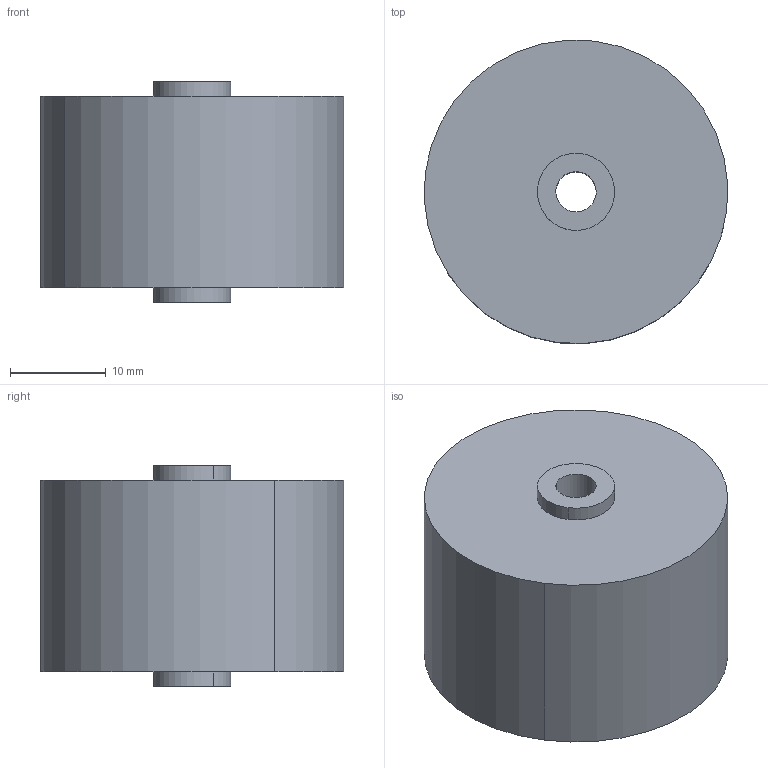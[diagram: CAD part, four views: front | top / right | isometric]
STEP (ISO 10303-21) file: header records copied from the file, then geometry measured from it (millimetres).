
FILE_DESCRIPTION(('STEP AP214'),'1');
FILE_NAME('cctmp_4DF26742-00EA-4B21-8BA8-88D0DFCB2771_2023_11_20_17_08_20_0897_6396..stp','2023-11-20T16:08:20',('Bosch Rexroth AG'),('CADClick - www.CADClick.com'),'Spatial InterOp 3D',' ','unknown authorization - (Healing Option Enabled)');
FILE_SCHEMA(('AUTOMOTIVE_DESIGN'));
Length unit declared in the file: millimetre
Products named in the file (1): 2023_11_20_17_08_20_0881
Bounding box: 31.59 x 31.59 x 23 mm (x, y, z)
Volume: 15556.5 mm3; surface area: 3911.7 mm2
Topology: 1 solids, 1 shells, 12 faces, 30 edges, 22 vertices
Faces by surface type: cylinder 8, plane 4
Entity records: 508 total; most frequent: DIRECTION 78, CARTESIAN_POINT 65, ORIENTED_EDGE 60, AXIS2_PLACEMENT_3D 35, EDGE_CURVE 30, VERTEX_POINT 22, CIRCLE 22, EDGE_LOOP 16
